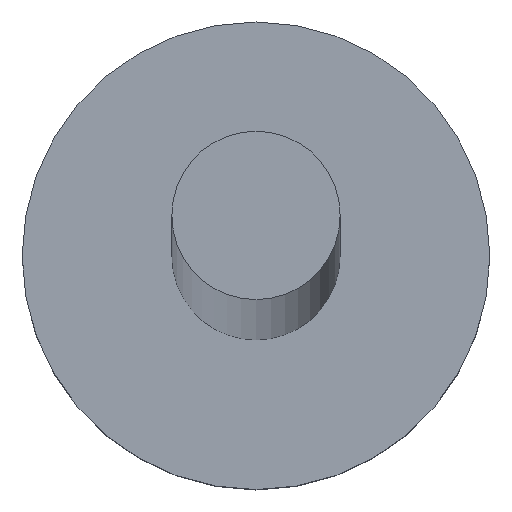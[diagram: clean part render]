
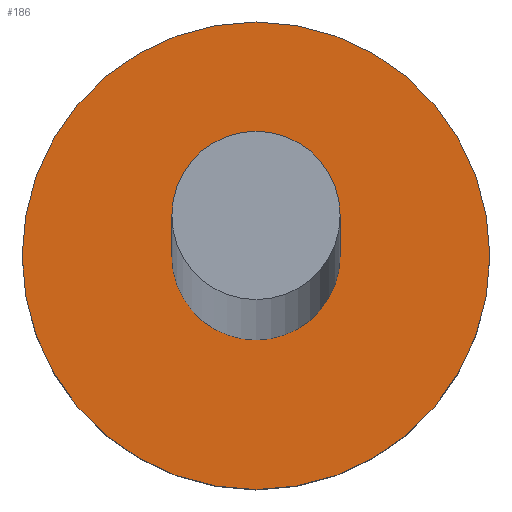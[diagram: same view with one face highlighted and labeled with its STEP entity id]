
A CAD part, top view. The second image highlights one B-rep face of the part: STEP entity #186.
In plain terms, the highlighted planar face has unit normal (0, 0, 1).
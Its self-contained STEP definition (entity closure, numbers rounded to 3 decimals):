
#5 = ORIENTED_EDGE ( 'NONE', *, *, #83, .T. ) ;
#22 = AXIS2_PLACEMENT_3D ( 'NONE', #40, #53, #158 ) ;
#30 = DIRECTION ( 'NONE',  ( 0., 0., 1. ) ) ;
#33 = DIRECTION ( 'NONE',  ( 1., 0., 0. ) ) ;
#38 = FACE_OUTER_BOUND ( 'NONE', #117, .T. ) ;
#40 = CARTESIAN_POINT ( 'NONE',  ( 0., 0., 1.2 ) ) ;
#44 = VERTEX_POINT ( 'NONE', #157 ) ;
#45 = DIRECTION ( 'NONE',  ( 1., 0., 0. ) ) ;
#53 = DIRECTION ( 'NONE',  ( 0., 0., 1. ) ) ;
#58 = CARTESIAN_POINT ( 'NONE',  ( 1.25, 0., 1.2 ) ) ;
#70 = CIRCLE ( 'NONE', #237, 0.45 ) ;
#83 = EDGE_CURVE ( 'NONE', #153, #44, #162, .T. ) ;
#87 = AXIS2_PLACEMENT_3D ( 'NONE', #206, #187, #253 ) ;
#91 = AXIS2_PLACEMENT_3D ( 'NONE', #164, #240, #45 ) ;
#96 = FACE_BOUND ( 'NONE', #110, .T. ) ;
#110 = EDGE_LOOP ( 'NONE', ( #248, #223 ) ) ;
#116 = VERTEX_POINT ( 'NONE', #159 ) ;
#117 = EDGE_LOOP ( 'NONE', ( #201, #5 ) ) ;
#118 = DIRECTION ( 'NONE',  ( 0., 0., 1. ) ) ;
#123 = PLANE ( 'NONE',  #175 ) ;
#129 = EDGE_CURVE ( 'NONE', #116, #200, #190, .T. ) ;
#133 = DIRECTION ( 'NONE',  ( 1., 0., 0. ) ) ;
#136 = CIRCLE ( 'NONE', #22, 1.25 ) ;
#153 = VERTEX_POINT ( 'NONE', #58 ) ;
#157 = CARTESIAN_POINT ( 'NONE',  ( -1.25, 0., 1.2 ) ) ;
#158 = DIRECTION ( 'NONE',  ( 1., 0., 0. ) ) ;
#159 = CARTESIAN_POINT ( 'NONE',  ( 0.45, 0., 1.2 ) ) ;
#162 = CIRCLE ( 'NONE', #91, 1.25 ) ;
#164 = CARTESIAN_POINT ( 'NONE',  ( 0., 0., 1.2 ) ) ;
#175 = AXIS2_PLACEMENT_3D ( 'NONE', #244, #118, #133 ) ;
#186 = ADVANCED_FACE ( 'NONE', ( #96, #38 ), #123, .T. ) ;
#187 = DIRECTION ( 'NONE',  ( 0., 0., 1. ) ) ;
#190 = CIRCLE ( 'NONE', #87, 0.45 ) ;
#192 = CARTESIAN_POINT ( 'NONE',  ( -0.45, 0., 1.2 ) ) ;
#200 = VERTEX_POINT ( 'NONE', #192 ) ;
#201 = ORIENTED_EDGE ( 'NONE', *, *, #246, .T. ) ;
#202 = CARTESIAN_POINT ( 'NONE',  ( 0., 0., 1.2 ) ) ;
#206 = CARTESIAN_POINT ( 'NONE',  ( 0., 0., 1.2 ) ) ;
#223 = ORIENTED_EDGE ( 'NONE', *, *, #129, .F. ) ;
#226 = EDGE_CURVE ( 'NONE', #200, #116, #70, .T. ) ;
#237 = AXIS2_PLACEMENT_3D ( 'NONE', #202, #30, #33 ) ;
#240 = DIRECTION ( 'NONE',  ( 0., 0., 1. ) ) ;
#244 = CARTESIAN_POINT ( 'NONE',  ( 0., 0., 1.2 ) ) ;
#246 = EDGE_CURVE ( 'NONE', #44, #153, #136, .T. ) ;
#248 = ORIENTED_EDGE ( 'NONE', *, *, #226, .F. ) ;
#253 = DIRECTION ( 'NONE',  ( 1., 0., 0. ) ) ;
